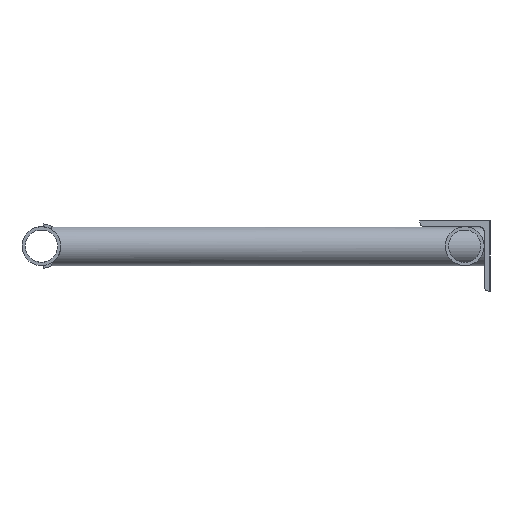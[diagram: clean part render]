
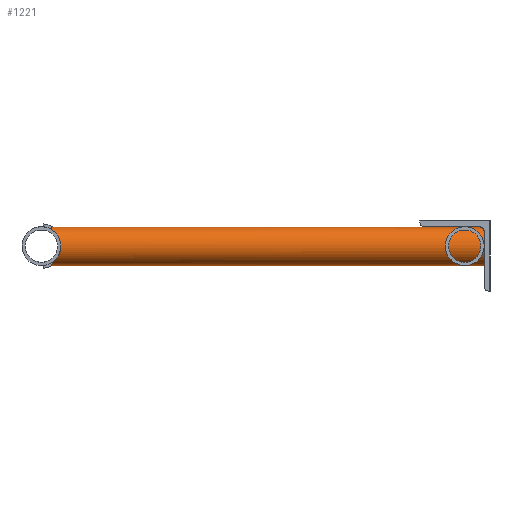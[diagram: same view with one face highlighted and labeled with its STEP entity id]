
A CAD part, left-side view. The second image highlights one B-rep face of the part: STEP entity #1221.
In plain terms, the highlighted cylindrical face has radius 21.082 mm (diameter 42.164 mm), a full revolution.
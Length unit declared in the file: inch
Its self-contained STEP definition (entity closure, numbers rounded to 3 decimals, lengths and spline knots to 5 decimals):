
#47=ELLIPSE('',#1480,1.1738,0.83);
#48=ELLIPSE('',#1482,1.1738,0.83);
#104=FACE_BOUND('',#413,.T.);
#140=B_SPLINE_CURVE_WITH_KNOTS('',3,(#3157,#3158,#3159,#3160,#3161,#3162,
#3163,#3164,#3165,#3166),.UNSPECIFIED.,.F.,.F.,(4,2,2,2,4),(3.85783,
4.30071,4.74358,5.18646,5.62933),
 .UNSPECIFIED.);
#141=B_SPLINE_CURVE_WITH_KNOTS('',3,(#3167,#3168,#3169,#3170,#3171,#3172,
#3173,#3174,#3175,#3176),.UNSPECIFIED.,.F.,.F.,(4,2,2,2,4),(0.,0.44287,
0.88575,1.32862,1.7715),.UNSPECIFIED.);
#192=CIRCLE('',#1481,0.83);
#193=CIRCLE('',#1483,0.83);
#194=CIRCLE('',#1484,0.83);
#226=CYLINDRICAL_SURFACE('',#1479,0.83);
#290=FACE_OUTER_BOUND('',#412,.T.);
#412=EDGE_LOOP('',(#1051,#1052,#1053,#1054));
#413=EDGE_LOOP('',(#1055,#1056,#1057));
#655=VERTEX_POINT('',#3145);
#656=VERTEX_POINT('',#3146);
#657=VERTEX_POINT('',#3148);
#658=VERTEX_POINT('',#3150);
#659=VERTEX_POINT('',#3153);
#660=VERTEX_POINT('',#3154);
#661=VERTEX_POINT('',#3156);
#789=EDGE_CURVE('',#655,#656,#47,.T.);
#790=EDGE_CURVE('',#657,#656,#192,.T.);
#791=EDGE_CURVE('',#657,#658,#48,.T.);
#792=EDGE_CURVE('',#655,#658,#193,.T.);
#793=EDGE_CURVE('',#659,#660,#194,.T.);
#794=EDGE_CURVE('',#660,#661,#140,.T.);
#795=EDGE_CURVE('',#661,#659,#141,.T.);
#1051=ORIENTED_EDGE('',*,*,#789,.T.);
#1052=ORIENTED_EDGE('',*,*,#790,.F.);
#1053=ORIENTED_EDGE('',*,*,#791,.T.);
#1054=ORIENTED_EDGE('',*,*,#792,.F.);
#1055=ORIENTED_EDGE('',*,*,#793,.T.);
#1056=ORIENTED_EDGE('',*,*,#794,.T.);
#1057=ORIENTED_EDGE('',*,*,#795,.T.);
#1221=ADVANCED_FACE('',(#290,#104),#226,.T.);
#1479=AXIS2_PLACEMENT_3D('',#3144,#1759,#1760);
#1480=AXIS2_PLACEMENT_3D('',#3147,#1761,#1762);
#1481=AXIS2_PLACEMENT_3D('',#3149,#1763,#1764);
#1482=AXIS2_PLACEMENT_3D('',#3151,#1765,#1766);
#1483=AXIS2_PLACEMENT_3D('',#3152,#1767,#1768);
#1484=AXIS2_PLACEMENT_3D('',#3155,#1769,#1770);
#1759=DIRECTION('center_axis',(-1.,0.,0.));
#1760=DIRECTION('ref_axis',(0.,0.,1.));
#1761=DIRECTION('center_axis',(-0.707,0.,
-0.707));
#1762=DIRECTION('ref_axis',(0.707,0.,-0.707));
#1763=DIRECTION('center_axis',(1.,0.,0.));
#1764=DIRECTION('ref_axis',(0.,0.,-1.));
#1765=DIRECTION('center_axis',(-0.707,0.,
0.707));
#1766=DIRECTION('ref_axis',(0.707,0.,0.707));
#1767=DIRECTION('center_axis',(1.,0.,0.));
#1768=DIRECTION('ref_axis',(0.,0.,-1.));
#1769=DIRECTION('center_axis',(1.,0.,0.));
#1770=DIRECTION('ref_axis',(0.,0.,-1.));
#3144=CARTESIAN_POINT('Origin',(18.46875,0.,0.));
#3145=CARTESIAN_POINT('',(18.46875,-0.70533,0.4375));
#3146=CARTESIAN_POINT('',(18.46875,0.70533,0.4375));
#3147=CARTESIAN_POINT('Origin',(18.90625,0.,0.));
#3148=CARTESIAN_POINT('',(18.46875,0.70533,-0.4375));
#3149=CARTESIAN_POINT('Origin',(18.46875,0.,0.));
#3150=CARTESIAN_POINT('',(18.46875,-0.70533,-0.4375));
#3151=CARTESIAN_POINT('Origin',(18.90625,0.,
0.));
#3152=CARTESIAN_POINT('Origin',(18.46875,0.,0.));
#3153=CARTESIAN_POINT('',(0.,0.58,0.59372));
#3154=CARTESIAN_POINT('',(0.,0.58,-0.59372));
#3155=CARTESIAN_POINT('Origin',(0.,0.,0.));
#3156=CARTESIAN_POINT('',(0.25,0.83,0.));
#3157=CARTESIAN_POINT('Ctrl Pts',(0.,0.58,
-0.59372));
#3158=CARTESIAN_POINT('Ctrl Pts',(0.,0.62157,
-0.5531));
#3159=CARTESIAN_POINT('Ctrl Pts',(0.00994,0.65807,
-0.50896));
#3160=CARTESIAN_POINT('Ctrl Pts',(0.04061,0.72099,
-0.41504));
#3161=CARTESIAN_POINT('Ctrl Pts',(0.06156,0.74735,
-0.3653));
#3162=CARTESIAN_POINT('Ctrl Pts',(0.10964,0.78933,-0.26256));
#3163=CARTESIAN_POINT('Ctrl Pts',(0.13681,0.8049,-0.2096));
#3164=CARTESIAN_POINT('Ctrl Pts',(0.193,0.82524,-0.1038));
#3165=CARTESIAN_POINT('Ctrl Pts',(0.22204,0.83,-0.05095));
#3166=CARTESIAN_POINT('Ctrl Pts',(0.25,0.83,0.));
#3167=CARTESIAN_POINT('Ctrl Pts',(0.25,0.83,0.));
#3168=CARTESIAN_POINT('Ctrl Pts',(0.22204,0.83,0.05095));
#3169=CARTESIAN_POINT('Ctrl Pts',(0.193,0.82524,0.1038));
#3170=CARTESIAN_POINT('Ctrl Pts',(0.13681,0.8049,0.2096));
#3171=CARTESIAN_POINT('Ctrl Pts',(0.10964,0.78933,0.26256));
#3172=CARTESIAN_POINT('Ctrl Pts',(0.06156,0.74735,
0.3653));
#3173=CARTESIAN_POINT('Ctrl Pts',(0.04061,0.72099,
0.41504));
#3174=CARTESIAN_POINT('Ctrl Pts',(0.00994,0.65807,
0.50896));
#3175=CARTESIAN_POINT('Ctrl Pts',(0.,0.62157,
0.5531));
#3176=CARTESIAN_POINT('Ctrl Pts',(0.,0.58,
0.59372));
